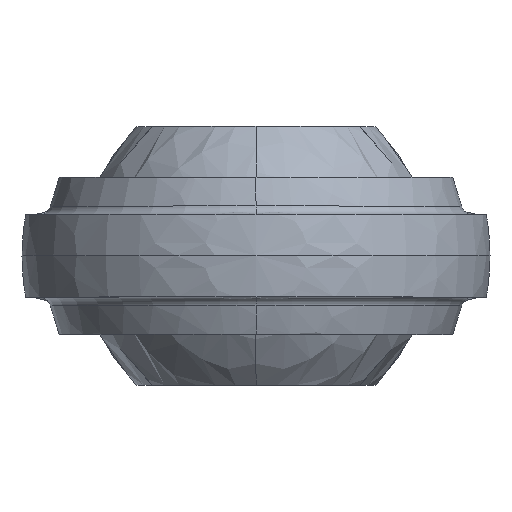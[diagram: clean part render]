
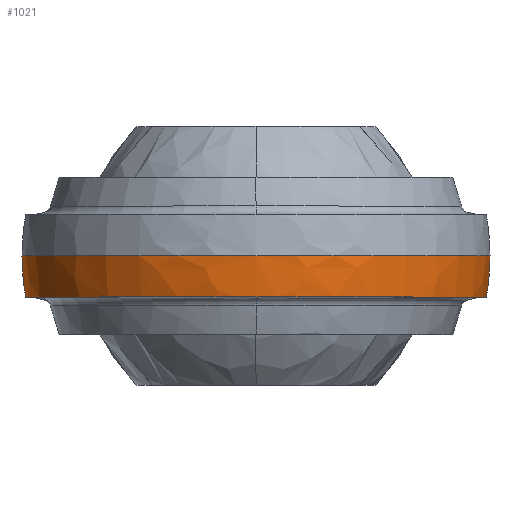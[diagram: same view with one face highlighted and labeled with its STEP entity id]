
A CAD part, top view. The second image highlights one B-rep face of the part: STEP entity #1021.
In plain terms, the highlighted spherical face has radius 19 mm.
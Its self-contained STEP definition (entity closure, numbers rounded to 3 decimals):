
#774=CARTESIAN_POINT('POINT48',(19.,0.,66.)
   );
#775=VERTEX_POINT('VERTEX48',#774);
#783=CARTESIAN_POINT('POINT49',(18.702,-3.353,
   66.));
#784=VERTEX_POINT('VERTEX49',#783);
#785=CARTESIAN_POINT('POS57',(0.,0.,66.));
#786=DIRECTION('DIR93',(0.,0.,-1.));
#787=DIRECTION('DIR94',(1.,0.,0.));
#788=AXIS2_PLACEMENT_3D('AXIS37',#785,#786,#787);
#789=CIRCLE('ELLIPSE22',#788,19.);
#790=EDGE_CURVE('EDGE74',#775,#784,#789,.T.);
#951=CARTESIAN_POINT('POINT56',(-19.,0.,
   66.));
#952=VERTEX_POINT('VERTEX56',#951);
#973=CARTESIAN_POINT('POINT58',(-18.702,
   -3.353,66.));
#974=VERTEX_POINT('VERTEX58',#973);
#984=EDGE_CURVE('EDGE88',#974,#952,#789,.T.);
#989=CARTESIAN_POINT('POINT59',(0.,
   0.,85.));
#990=VERTEX_POINT('VERTEX59',#989);
#991=CARTESIAN_POINT('POS66',(0.,
   0.,66.));
#992=DIRECTION('DIR110',(0.,-1.,0.));
#993=DIRECTION('DIR111',(0.,0.,1.));
#994=AXIS2_PLACEMENT_3D('AXIS45',#991,#992,#993);
#995=CIRCLE('ELLIPSE28',#994,19.);
#996=EDGE_CURVE('EDGE89',#990,#952,#995,.T.);
#997=ORIENTED_EDGE('COEDGE160',*,*,#996,.T.);
#998=ORIENTED_EDGE('COEDGE161',*,*,#984,.F.);
#999=CARTESIAN_POINT('POS67',(0.,-3.353,
   66.));
#1000=DIRECTION('DIR112',(0.,1.,
   0.));
#1001=DIRECTION('DIR113',(0.,0.,-1.));
#1002=AXIS2_PLACEMENT_3D('AXIS46',#999,#1000,#1001);
#1003=CIRCLE('ELLIPSE29',#1002,18.702);
#1004=EDGE_CURVE('EDGE90',#974,#784,#1003,.T.);
#1005=ORIENTED_EDGE('COEDGE162',*,*,#1004,.T.);
#1006=ORIENTED_EDGE('COEDGE163',*,*,#790,.F.);
#1007=CARTESIAN_POINT('POS68',(0.,
   0.,66.));
#1008=DIRECTION('DIR114',(0.,-1.,0.));
#1009=DIRECTION('DIR115',(0.,0.,1.));
#1010=AXIS2_PLACEMENT_3D('AXIS47',#1007,#1008,#1009);
#1011=CIRCLE('ELLIPSE30',#1010,19.);
#1012=EDGE_CURVE('EDGE91',#775,#990,#1011,.T.);
#1013=ORIENTED_EDGE('COEDGE164',*,*,#1012,.T.);
#1014=EDGE_LOOP('NONE',(#997,#998,#1005,#1006,#1013));
#1015=FACE_BOUND('LOOP1',#1014,.T.);
#1016=CARTESIAN_POINT('POS69',(0.,
   0.,66.));
#1017=DIRECTION('DIR116',(0.,0.,1.));
#1018=DIRECTION('DIR117',(1.,0.,0.));
#1019=AXIS2_PLACEMENT_3D('AXIS48',#1016,#1017,#1018);
#1020=SPHERICAL_SURFACE('SPHERE_SURF1',#1019,19.);
#1021=ADVANCED_FACE('FACE34',(#1015),#1020,.T.);
